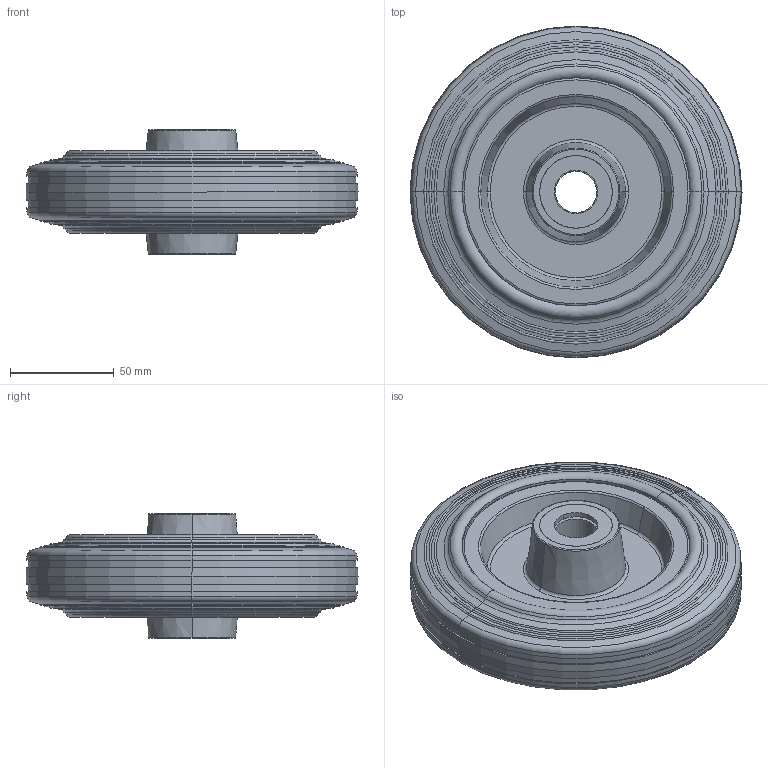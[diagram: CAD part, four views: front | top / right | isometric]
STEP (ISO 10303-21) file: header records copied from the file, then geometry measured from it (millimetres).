
FILE_DESCRIPTION (( 'STEP AP214' ), '1' );
FILE_NAME ('0045807.step', '2023-11-17T09:18:56', ( '' ), ( '' ), 'SwSTEP 2.0', 'SolidWorks 2020', '' );
FILE_SCHEMA (( 'AUTOMOTIVE_DESIGN' ));
Length unit declared in the file: millimetre
Products named in the file (1): 0045807
Bounding box: 160 x 160 x 60 mm (x, y, z)
Volume: 548324.4 mm3; surface area: 110316 mm2
Topology: 4 solids, 4 shells, 134 faces, 268 edges, 154 vertices
Faces by surface type: torus 48, cone 36, cylinder 30, plane 20
Entity records: 5053 total; most frequent: DIRECTION 740, CARTESIAN_POINT 557, ORIENTED_EDGE 536, AXIS2_PLACEMENT_3D 337, EDGE_CURVE 268, CIRCLE 202, VERTEX_POINT 154, EDGE_LOOP 154
